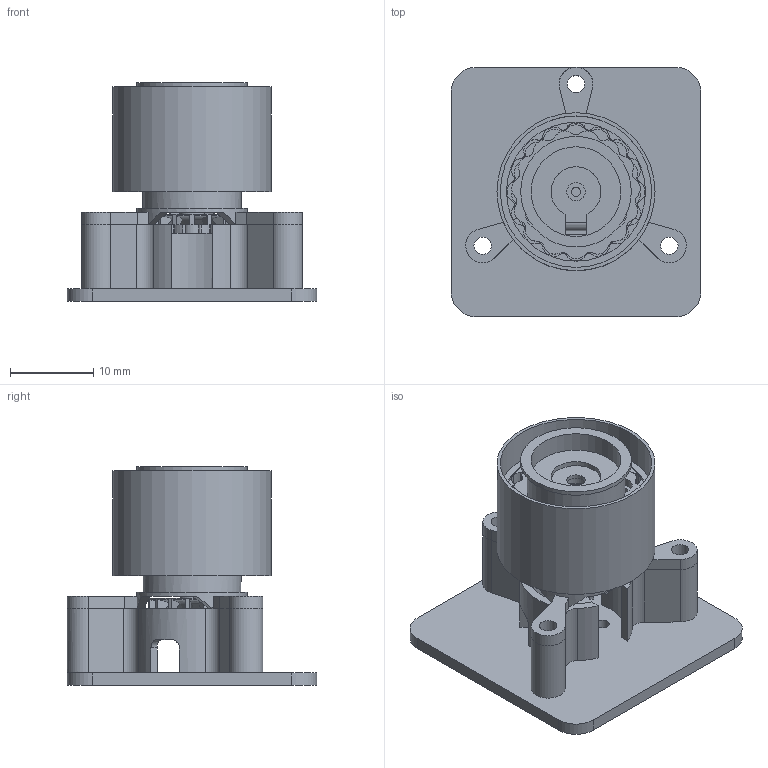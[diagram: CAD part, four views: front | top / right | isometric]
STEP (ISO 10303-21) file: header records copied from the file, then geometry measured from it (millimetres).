
FILE_DESCRIPTION(/* description */ ('STEP AP242','CAx-IF Rec.Pracs.---Representation and Presentation of Product Manufacturing Information (PMI)---4.0---2014-10-13','CAx-IF Rec.Pracs.---3D Tessellated Geometry---0.4---2014-09-14','2;1'),/* implementation_level */ '2;1');
FILE_NAME(/* name */ '66cbf42851059b36737483f1',/* time_stamp */ '2024-08-26T03:19:05Z',/* author */ (''),/* organization */ (''),/* preprocessor_version */ 'ST-DEVELOPER v20',/* originating_system */ ' ',/* authorisation */ ' ');
FILE_SCHEMA (('AP242_MANAGED_MODEL_BASED_3D_ENGINEERING_MIM_LF { 1 0 10303 442 1 1 4 }'));
Length unit declared in the file: metre
Products named in the file (8): top; output disc; center shaft bottom; 2nd disc; 1st disk; base gearbox plate; motor mount; center shaft top
Bounding box: 30 x 30 x 26.3 mm (x, y, z)
Volume: 4137.5 mm3; surface area: 8035.9 mm2
Topology: 8 solids, 8 shells, 393 faces, 1037 edges, 681 vertices
Faces by surface type: plane 193, cylinder 191, bspline 9
Full cylindrical faces by diameter (mm): 1.1 x8, 1.6 x3, 1.85 x2, 2.1 x11, 2.2 x1, 2.6 x2, 2.8 x6, 2.9 x2, 3 x2, 3.4 x4, 3.46 x2, 3.6 x6, 4.5 x3, 10.5 x1, 10.8 x1, 11.8 x2, 13.3 x2, 16.7 x2, 18.2 x2, 19 x1
Entity records: 13825 total; most frequent: CARTESIAN_POINT 3867, DIRECTION 2130, ORIENTED_EDGE 1904, EDGE_CURVE 952, AXIS2_PLACEMENT_3D 855, VERTEX_POINT 662, EDGE_LOOP 546, FACE_BOUND 546
